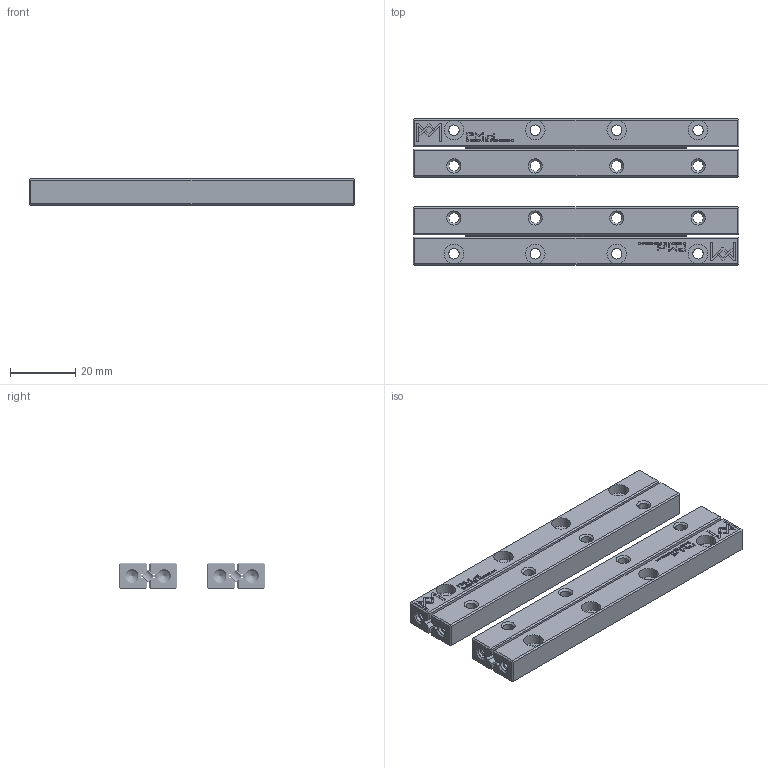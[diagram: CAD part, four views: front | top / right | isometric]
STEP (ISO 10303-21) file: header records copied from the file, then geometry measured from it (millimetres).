
FILE_DESCRIPTION(/* description */ (''),/* implementation_level */ '2;1');
FILE_NAME(/* name */ 'Set RSDE-3100x18KRE-ACC_stp.stp',/* time_stamp */ '2025-03-04T11:07:05+01:00',/* author */ (''),/* organization */ (''),/* preprocessor_version */ 'ST-DEVELOPER v16.7',/* originating_system */ 'SIEMENS PLM Software NX 12.0',/* authorisation */ '');
FILE_SCHEMA (('AUTOMOTIVE_DESIGN { 1 0 10303 214 3 1 1 1 }'));
Products named in the file (1): Set RSDE-3100x18KRE-ACC_stp
Bounding box: 100 x 45 x 8 mm (x, y, z)
Volume: 24087.2 mm3; surface area: 21277.5 mm2
Topology: 52 solids, 52 shells, 3936 faces, 10966 edges, 7242 vertices
Faces by surface type: plane 2220, cylinder 852, torus 376, bspline 360, extrusion 72, cone 56
Full cylindrical faces by diameter (mm): 0.45 x160, 1 x8, 2 x36, 2.6 x8, 3 x36, 3.2 x24, 6 x16
Entity records: 138074 total; most frequent: CARTESIAN_POINT 32309, ORIENTED_EDGE 20728, DIRECTION 18674, EDGE_CURVE 10364, VERTEX_POINT 7060, VECTOR 6664, LINE 6592, AXIS2_PLACEMENT_3D 6005
